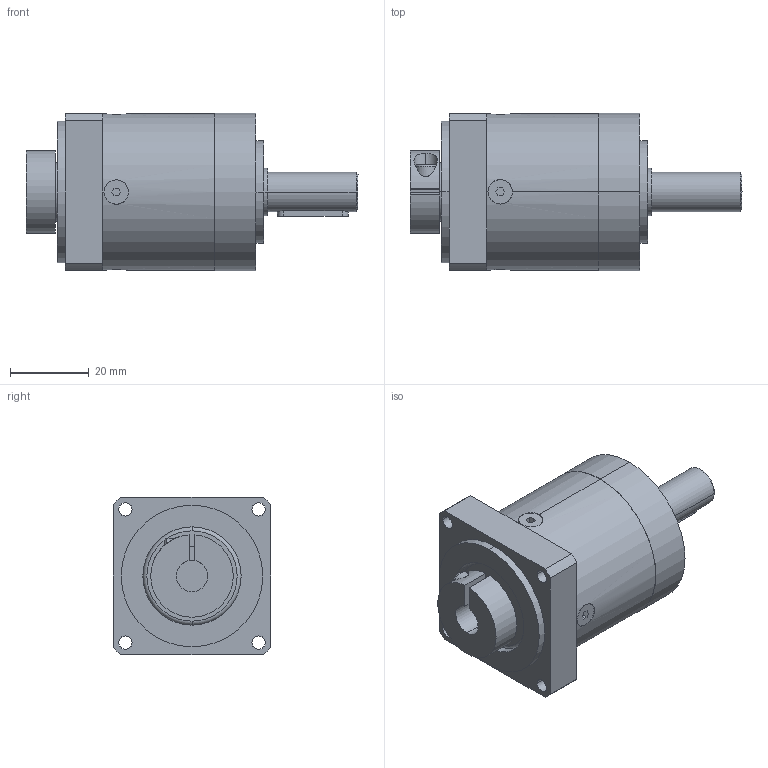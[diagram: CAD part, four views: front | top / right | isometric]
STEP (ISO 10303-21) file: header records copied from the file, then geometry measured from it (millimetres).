
FILE_DESCRIPTION(('STEP AP242'),'1');
FILE_NAME('gbx040005k.stp','2019-12-27T12:04:33',('TraceParts'),('TraceParts S.A.'),'Spatial InterOp 3D',' ',' ');
FILE_SCHEMA(('AP242_MANAGED_MODEL_BASED_3D_ENGINEERING_MIM_LF {1 0 10303 442 1 1 4}'));
Length unit declared in the file: millimetre
Products named in the file (1): gbx040005k
Bounding box: 84.5 x 40 x 40 mm (x, y, z)
Volume: 69623.6 mm3; surface area: 13282.3 mm2
Topology: 1 solids, 1 shells, 150 faces, 355 edges, 229 vertices
Faces by surface type: cylinder 70, plane 68, cone 6, torus 6
Entity records: 5966 total; most frequent: CARTESIAN_POINT 1180, DIRECTION 773, ORIENTED_EDGE 706, EDGE_CURVE 353, AXIS2_PLACEMENT_3D 293, VERTEX_POINT 229, LINE 187, VECTOR 187
